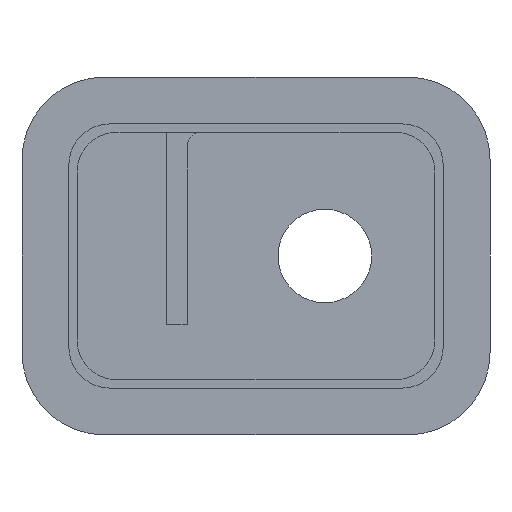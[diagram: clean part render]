
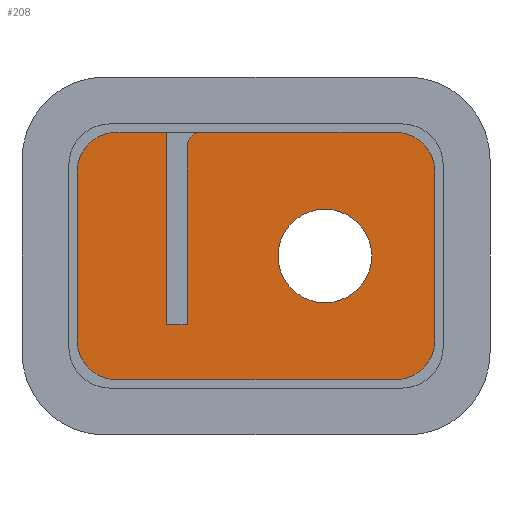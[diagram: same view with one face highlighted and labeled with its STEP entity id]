
A CAD part, front view. The second image highlights one B-rep face of the part: STEP entity #208.
In plain terms, the highlighted planar face has unit normal (0, -1, 0).
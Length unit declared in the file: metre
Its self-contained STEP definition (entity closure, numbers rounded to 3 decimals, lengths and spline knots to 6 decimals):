
#208 = ADVANCED_FACE( '', ( #438, #439 ), #440, .T. );
#438 = FACE_BOUND( '', #737, .T. );
#439 = FACE_OUTER_BOUND( '', #738, .T. );
#440 = PLANE( '', #739 );
#737 = EDGE_LOOP( '', ( #1300 ) );
#738 = EDGE_LOOP( '', ( #1301, #1302, #1303, #1304, #1305, #1306, #1307, #1308, #1309, #1310, #1311, #1312, #1313 ) );
#739 = AXIS2_PLACEMENT_3D( '', #1314, #1315, #1316 );
#1300 = ORIENTED_EDGE( '', *, *, #1762, .F. );
#1301 = ORIENTED_EDGE( '', *, *, #1646, .F. );
#1302 = ORIENTED_EDGE( '', *, *, #1737, .T. );
#1303 = ORIENTED_EDGE( '', *, *, #1763, .F. );
#1304 = ORIENTED_EDGE( '', *, *, #1764, .F. );
#1305 = ORIENTED_EDGE( '', *, *, #1660, .T. );
#1306 = ORIENTED_EDGE( '', *, *, #1650, .F. );
#1307 = ORIENTED_EDGE( '', *, *, #1733, .T. );
#1308 = ORIENTED_EDGE( '', *, *, #1765, .T. );
#1309 = ORIENTED_EDGE( '', *, *, #1622, .T. );
#1310 = ORIENTED_EDGE( '', *, *, #1766, .T. );
#1311 = ORIENTED_EDGE( '', *, *, #1641, .T. );
#1312 = ORIENTED_EDGE( '', *, *, #1767, .F. );
#1313 = ORIENTED_EDGE( '', *, *, #1768, .T. );
#1314 = CARTESIAN_POINT( '', ( 0.0035, 0., 0.003 ) );
#1315 = DIRECTION( '', ( 0., -1., 0. ) );
#1316 = DIRECTION( '', ( 1., 0., 0. ) );
#1622 = EDGE_CURVE( '', #1974, #1972, #1975, .T. );
#1641 = EDGE_CURVE( '', #2005, #2003, #2006, .T. );
#1646 = EDGE_CURVE( '', #2012, #2014, #2015, .T. );
#1650 = EDGE_CURVE( '', #2020, #2022, #2023, .T. );
#1660 = EDGE_CURVE( '', #2038, #2022, #2039, .T. );
#1733 = EDGE_CURVE( '', #2020, #2137, #2139, .T. );
#1737 = EDGE_CURVE( '', #2012, #2143, #2144, .T. );
#1762 = EDGE_CURVE( '', #2171, #2171, #2172, .T. );
#1763 = EDGE_CURVE( '', #2173, #2143, #2174, .T. );
#1764 = EDGE_CURVE( '', #2038, #2173, #2175, .T. );
#1765 = EDGE_CURVE( '', #2137, #1974, #2176, .T. );
#1766 = EDGE_CURVE( '', #1972, #2005, #2177, .T. );
#1767 = EDGE_CURVE( '', #2178, #2003, #2179, .T. );
#1768 = EDGE_CURVE( '', #2178, #2014, #2180, .T. );
#1972 = VERTEX_POINT( '', #2523 );
#1974 = VERTEX_POINT( '', #2526 );
#1975 = CIRCLE( '', #2527, 0.00145 );
#2003 = VERTEX_POINT( '', #2565 );
#2005 = VERTEX_POINT( '', #2568 );
#2006 = CIRCLE( '', #2569, 0.00145 );
#2012 = VERTEX_POINT( '', #2577 );
#2014 = VERTEX_POINT( '', #2580 );
#2015 = LINE( '', #2581, #2582 );
#2020 = VERTEX_POINT( '', #2589 );
#2022 = VERTEX_POINT( '', #2592 );
#2023 = LINE( '', #2593, #2594 );
#2038 = VERTEX_POINT( '', #2614 );
#2039 = LINE( '', #2615, #2616 );
#2137 = VERTEX_POINT( '', #2748 );
#2139 = CIRCLE( '', #2751, 0.00145 );
#2143 = VERTEX_POINT( '', #2756 );
#2144 = CIRCLE( '', #2757, 0.0005 );
#2171 = VERTEX_POINT( '', #2792 );
#2172 = CIRCLE( '', #2793, 0.0017 );
#2173 = VERTEX_POINT( '', #2794 );
#2174 = LINE( '', #2795, #2796 );
#2175 = LINE( '', #2797, #2798 );
#2176 = LINE( '', #2799, #2800 );
#2177 = LINE( '', #2801, #2802 );
#2178 = VERTEX_POINT( '', #2803 );
#2179 = LINE( '', #2804, #2805 );
#2180 = CIRCLE( '', #2806, 0.00145 );
#2523 = CARTESIAN_POINT( '', ( -0.00155, 0., -0.0015 ) );
#2526 = CARTESIAN_POINT( '', ( -0.003, 0., -0.00005 ) );
#2527 = AXIS2_PLACEMENT_3D( '', #2980, #2981, #2982 );
#2565 = CARTESIAN_POINT( '', ( 0.01, 0., -0.00005 ) );
#2568 = CARTESIAN_POINT( '', ( 0.00855, 0., -0.0015 ) );
#2569 = AXIS2_PLACEMENT_3D( '', #3006, #3007, #3008 );
#2577 = CARTESIAN_POINT( '', ( 0.0015, 0., 0.0075 ) );
#2580 = CARTESIAN_POINT( '', ( 0.00855, 0., 0.0075 ) );
#2581 = CARTESIAN_POINT( '', ( 0.0035, 0., 0.0075 ) );
#2582 = VECTOR( '', #3012, 1. );
#2589 = CARTESIAN_POINT( '', ( -0.00155, 0., 0.0075 ) );
#2592 = CARTESIAN_POINT( '', ( 0.00025, 0., 0.0075 ) );
#2593 = CARTESIAN_POINT( '', ( 0.0035, 0., 0.0075 ) );
#2594 = VECTOR( '', #3016, 1. );
#2614 = CARTESIAN_POINT( '', ( 0.00025, 0., 0.0005 ) );
#2615 = CARTESIAN_POINT( '', ( 0.00025, 0., 0.0005 ) );
#2616 = VECTOR( '', #3031, 1. );
#2748 = CARTESIAN_POINT( '', ( -0.003, 0., 0.00605 ) );
#2751 = AXIS2_PLACEMENT_3D( '', #3130, #3131, #3132 );
#2756 = CARTESIAN_POINT( '', ( 0.001, 0., 0.007 ) );
#2757 = AXIS2_PLACEMENT_3D( '', #3134, #3135, #3136 );
#2792 = CARTESIAN_POINT( '', ( 0.006, 0., 0.0013 ) );
#2793 = AXIS2_PLACEMENT_3D( '', #3154, #3155, #3156 );
#2794 = CARTESIAN_POINT( '', ( 0.001, 0., 0.0005 ) );
#2795 = CARTESIAN_POINT( '', ( 0.001, 0., 0.0005 ) );
#2796 = VECTOR( '', #3157, 1. );
#2797 = CARTESIAN_POINT( '', ( 0.0035, 0., 0.0005 ) );
#2798 = VECTOR( '', #3158, 1. );
#2799 = CARTESIAN_POINT( '', ( -0.003, 0., 0.003 ) );
#2800 = VECTOR( '', #3159, 1. );
#2801 = CARTESIAN_POINT( '', ( 0.0035, 0., -0.0015 ) );
#2802 = VECTOR( '', #3160, 1. );
#2803 = CARTESIAN_POINT( '', ( 0.01, 0., 0.00605 ) );
#2804 = CARTESIAN_POINT( '', ( 0.01, 0., 0.003 ) );
#2805 = VECTOR( '', #3161, 1. );
#2806 = AXIS2_PLACEMENT_3D( '', #3162, #3163, #3164 );
#2980 = CARTESIAN_POINT( '', ( -0.00155, 0., -0.00005 ) );
#2981 = DIRECTION( '', ( 0., -1., 0. ) );
#2982 = DIRECTION( '', ( 0., 0., -1. ) );
#3006 = CARTESIAN_POINT( '', ( 0.00855, 0., -0.00005 ) );
#3007 = DIRECTION( '', ( 0., -1., 0. ) );
#3008 = DIRECTION( '', ( 0., 0., -1. ) );
#3012 = DIRECTION( '', ( 1., 0., 0. ) );
#3016 = DIRECTION( '', ( 1., 0., 0. ) );
#3031 = DIRECTION( '', ( 0., 0., 1. ) );
#3130 = CARTESIAN_POINT( '', ( -0.00155, 0., 0.00605 ) );
#3131 = DIRECTION( '', ( 0., -1., 0. ) );
#3132 = DIRECTION( '', ( 0., 0., -1. ) );
#3134 = CARTESIAN_POINT( '', ( 0.0015, 0., 0.007 ) );
#3135 = DIRECTION( '', ( 0., -1., 0. ) );
#3136 = DIRECTION( '', ( 0., 0., -1. ) );
#3154 = CARTESIAN_POINT( '', ( 0.006, 0., 0.003 ) );
#3155 = DIRECTION( '', ( 0., -1., 0. ) );
#3156 = DIRECTION( '', ( 0., 0., -1. ) );
#3157 = DIRECTION( '', ( 0., 0., 1. ) );
#3158 = DIRECTION( '', ( 1., 0., 0. ) );
#3159 = DIRECTION( '', ( 0., 0., -1. ) );
#3160 = DIRECTION( '', ( 1., 0., 0. ) );
#3161 = DIRECTION( '', ( 0., 0., -1. ) );
#3162 = CARTESIAN_POINT( '', ( 0.00855, 0., 0.00605 ) );
#3163 = DIRECTION( '', ( 0., -1., 0. ) );
#3164 = DIRECTION( '', ( 0., 0., -1. ) );
